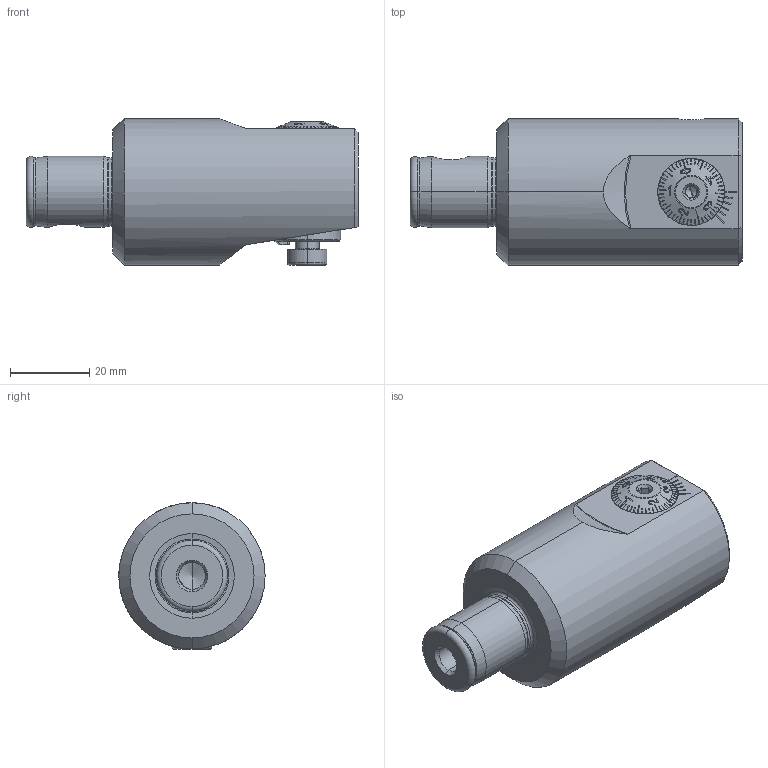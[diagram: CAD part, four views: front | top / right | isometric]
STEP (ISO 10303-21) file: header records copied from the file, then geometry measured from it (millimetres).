
FILE_DESCRIPTION (( 'STEP AP203' ), '1' );
FILE_NAME ('C04.032.040.066.STEP', '2021-01-20T15:32:08', ( '' ), ( '' ), 'SwSTEP 2.0', 'SolidWorks 2017', '' );
FILE_SCHEMA (( 'CONFIG_CONTROL_DESIGN' ));
Length unit declared in the file: millimetre
Products named in the file (15): F32-BG2.014.012_A; F32-BG2.017.003_A; F32-BG1.DA3.017_A_Aktuell 0.6.2014-Mx1.3; DIN 3771 - 15x1.0; WH3-F32.AA3.066_A_Aktuell 04.2019; DIN 7984 - M6 x 10; F32-BG3.006.026_A; ISO 4026 - M6 x 8; F32-BG1.AA4.017_Standart; F32-BG2.017.004_A; T7 M2.5 x 6; F32-BG2.009.012_A; F32-BG1.010.006_A; Klebstoff D6; C04.032.040.066
Assembly tree (14 placements, depth 3):
  C04.032.040.066
    WH3-F32.AA3.066_A_Aktuell 04.2019
    F32-BG1.AA4.017_Standart
      F32-BG1.DA3.017_A_Aktuell 0.6.2014-Mx1.3
      F32-BG2.014.012_A
      F32-BG2.017.003_A
      F32-BG2.017.004_A
      F32-BG2.009.012_A
      F32-BG1.010.006_A
      DIN 3771 - 15x1.0
    Klebstoff D6
    T7 M2.5 x 6
    ISO 4026 - M6 x 8
    F32-BG3.006.026_A
    DIN 7984 - M6 x 10
Bounding box: 84 x 37 x 37.05 mm (x, y, z)
Volume: 63178.7 mm3; surface area: 19740.4 mm2
Topology: 13 solids, 13 shells, 666 faces, 1724 edges, 1084 vertices
Faces by surface type: plane 300, cone 171, cylinder 110, torus 50, bspline 35
Entity records: 24769 total; most frequent: CARTESIAN_POINT 7733, ORIENTED_EDGE 3424, DIRECTION 2952, EDGE_CURVE 1712, AXIS2_PLACEMENT_3D 1137, VERTEX_POINT 1084, EDGE_LOOP 714, LINE 678
